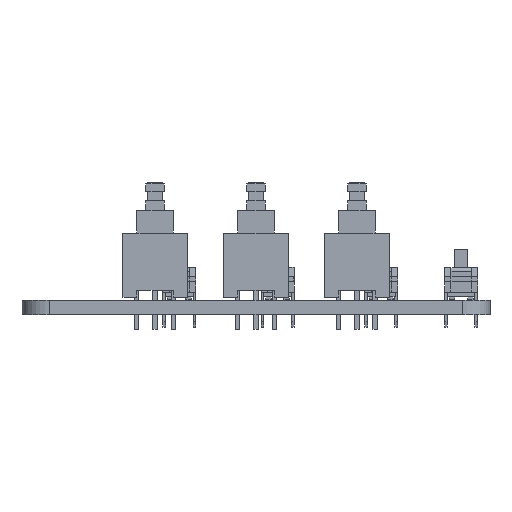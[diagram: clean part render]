
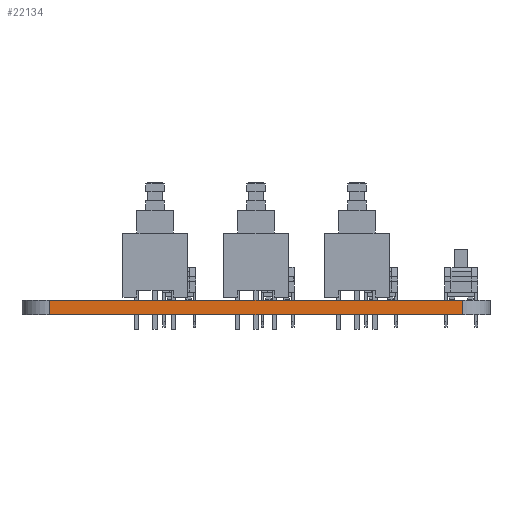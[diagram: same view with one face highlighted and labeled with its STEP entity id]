
A CAD part, front view. The second image highlights one B-rep face of the part: STEP entity #22134.
In plain terms, the highlighted planar face has unit normal (0, -1, 0).
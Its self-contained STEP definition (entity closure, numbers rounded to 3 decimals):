
#21951 = CYLINDRICAL_SURFACE('',#21952,3.);
#21952 = AXIS2_PLACEMENT_3D('',#21953,#21954,#21955);
#21953 = CARTESIAN_POINT('',(17.,-54.,0.));
#21954 = DIRECTION('',(-0.,-0.,-1.));
#21955 = DIRECTION('',(1.,0.,-0.));
#21976 = VERTEX_POINT('',#21977);
#21977 = CARTESIAN_POINT('',(17.,-57.,1.6));
#21992 = PLANE('',#21993);
#21993 = AXIS2_PLACEMENT_3D('',#21994,#21995,#21996);
#21994 = CARTESIAN_POINT('',(39.5,-33.375,1.6));
#21995 = DIRECTION('',(0.,0.,1.));
#21996 = DIRECTION('',(1.,0.,-0.));
#22004 = EDGE_CURVE('',#22005,#21976,#22007,.T.);
#22005 = VERTEX_POINT('',#22006);
#22006 = CARTESIAN_POINT('',(17.,-57.,0.));
#22007 = SURFACE_CURVE('',#22008,(#22012,#22019),.PCURVE_S1.);
#22008 = LINE('',#22009,#22010);
#22009 = CARTESIAN_POINT('',(17.,-57.,0.));
#22010 = VECTOR('',#22011,1.);
#22011 = DIRECTION('',(0.,0.,1.));
#22012 = PCURVE('',#21951,#22013);
#22013 = DEFINITIONAL_REPRESENTATION('',(#22014),#22018);
#22014 = LINE('',#22015,#22016);
#22015 = CARTESIAN_POINT('',(-4.712,0.));
#22016 = VECTOR('',#22017,1.);
#22017 = DIRECTION('',(-0.,-1.));
#22018 = ( GEOMETRIC_REPRESENTATION_CONTEXT(2) 
PARAMETRIC_REPRESENTATION_CONTEXT() REPRESENTATION_CONTEXT('2D SPACE',''
  ) );
#22019 = PCURVE('',#22020,#22025);
#22020 = PLANE('',#22021);
#22021 = AXIS2_PLACEMENT_3D('',#22022,#22023,#22024);
#22022 = CARTESIAN_POINT('',(62.,-57.,0.));
#22023 = DIRECTION('',(0.,-1.,0.));
#22024 = DIRECTION('',(-1.,0.,0.));
#22025 = DEFINITIONAL_REPRESENTATION('',(#22026),#22030);
#22026 = LINE('',#22027,#22028);
#22027 = CARTESIAN_POINT('',(45.,0.));
#22028 = VECTOR('',#22029,1.);
#22029 = DIRECTION('',(0.,-1.));
#22030 = ( GEOMETRIC_REPRESENTATION_CONTEXT(2) 
PARAMETRIC_REPRESENTATION_CONTEXT() REPRESENTATION_CONTEXT('2D SPACE',''
  ) );
#22047 = PLANE('',#22048);
#22048 = AXIS2_PLACEMENT_3D('',#22049,#22050,#22051);
#22049 = CARTESIAN_POINT('',(39.5,-33.375,0.));
#22050 = DIRECTION('',(0.,0.,1.));
#22051 = DIRECTION('',(1.,0.,-0.));
#22134 = ADVANCED_FACE('',(#22135),#22020,.T.);
#22135 = FACE_BOUND('',#22136,.T.);
#22136 = EDGE_LOOP('',(#22137,#22167,#22188,#22189));
#22137 = ORIENTED_EDGE('',*,*,#22138,.T.);
#22138 = EDGE_CURVE('',#22139,#22141,#22143,.T.);
#22139 = VERTEX_POINT('',#22140);
#22140 = CARTESIAN_POINT('',(62.,-57.,0.));
#22141 = VERTEX_POINT('',#22142);
#22142 = CARTESIAN_POINT('',(62.,-57.,1.6));
#22143 = SURFACE_CURVE('',#22144,(#22148,#22155),.PCURVE_S1.);
#22144 = LINE('',#22145,#22146);
#22145 = CARTESIAN_POINT('',(62.,-57.,0.));
#22146 = VECTOR('',#22147,1.);
#22147 = DIRECTION('',(0.,0.,1.));
#22148 = PCURVE('',#22020,#22149);
#22149 = DEFINITIONAL_REPRESENTATION('',(#22150),#22154);
#22150 = LINE('',#22151,#22152);
#22151 = CARTESIAN_POINT('',(0.,-0.));
#22152 = VECTOR('',#22153,1.);
#22153 = DIRECTION('',(0.,-1.));
#22154 = ( GEOMETRIC_REPRESENTATION_CONTEXT(2) 
PARAMETRIC_REPRESENTATION_CONTEXT() REPRESENTATION_CONTEXT('2D SPACE',''
  ) );
#22155 = PCURVE('',#22156,#22161);
#22156 = CYLINDRICAL_SURFACE('',#22157,3.);
#22157 = AXIS2_PLACEMENT_3D('',#22158,#22159,#22160);
#22158 = CARTESIAN_POINT('',(62.,-54.,0.));
#22159 = DIRECTION('',(-0.,-0.,-1.));
#22160 = DIRECTION('',(1.,0.,-0.));
#22161 = DEFINITIONAL_REPRESENTATION('',(#22162),#22166);
#22162 = LINE('',#22163,#22164);
#22163 = CARTESIAN_POINT('',(-4.712,0.));
#22164 = VECTOR('',#22165,1.);
#22165 = DIRECTION('',(-0.,-1.));
#22166 = ( GEOMETRIC_REPRESENTATION_CONTEXT(2) 
PARAMETRIC_REPRESENTATION_CONTEXT() REPRESENTATION_CONTEXT('2D SPACE',''
  ) );
#22167 = ORIENTED_EDGE('',*,*,#22168,.T.);
#22168 = EDGE_CURVE('',#22141,#21976,#22169,.T.);
#22169 = SURFACE_CURVE('',#22170,(#22174,#22181),.PCURVE_S1.);
#22170 = LINE('',#22171,#22172);
#22171 = CARTESIAN_POINT('',(62.,-57.,1.6));
#22172 = VECTOR('',#22173,1.);
#22173 = DIRECTION('',(-1.,0.,0.));
#22174 = PCURVE('',#22020,#22175);
#22175 = DEFINITIONAL_REPRESENTATION('',(#22176),#22180);
#22176 = LINE('',#22177,#22178);
#22177 = CARTESIAN_POINT('',(0.,-1.6));
#22178 = VECTOR('',#22179,1.);
#22179 = DIRECTION('',(1.,0.));
#22180 = ( GEOMETRIC_REPRESENTATION_CONTEXT(2) 
PARAMETRIC_REPRESENTATION_CONTEXT() REPRESENTATION_CONTEXT('2D SPACE',''
  ) );
#22181 = PCURVE('',#21992,#22182);
#22182 = DEFINITIONAL_REPRESENTATION('',(#22183),#22187);
#22183 = LINE('',#22184,#22185);
#22184 = CARTESIAN_POINT('',(22.5,-23.625));
#22185 = VECTOR('',#22186,1.);
#22186 = DIRECTION('',(-1.,0.));
#22187 = ( GEOMETRIC_REPRESENTATION_CONTEXT(2) 
PARAMETRIC_REPRESENTATION_CONTEXT() REPRESENTATION_CONTEXT('2D SPACE',''
  ) );
#22188 = ORIENTED_EDGE('',*,*,#22004,.F.);
#22189 = ORIENTED_EDGE('',*,*,#22190,.F.);
#22190 = EDGE_CURVE('',#22139,#22005,#22191,.T.);
#22191 = SURFACE_CURVE('',#22192,(#22196,#22203),.PCURVE_S1.);
#22192 = LINE('',#22193,#22194);
#22193 = CARTESIAN_POINT('',(62.,-57.,0.));
#22194 = VECTOR('',#22195,1.);
#22195 = DIRECTION('',(-1.,0.,0.));
#22196 = PCURVE('',#22020,#22197);
#22197 = DEFINITIONAL_REPRESENTATION('',(#22198),#22202);
#22198 = LINE('',#22199,#22200);
#22199 = CARTESIAN_POINT('',(0.,-0.));
#22200 = VECTOR('',#22201,1.);
#22201 = DIRECTION('',(1.,0.));
#22202 = ( GEOMETRIC_REPRESENTATION_CONTEXT(2) 
PARAMETRIC_REPRESENTATION_CONTEXT() REPRESENTATION_CONTEXT('2D SPACE',''
  ) );
#22203 = PCURVE('',#22047,#22204);
#22204 = DEFINITIONAL_REPRESENTATION('',(#22205),#22209);
#22205 = LINE('',#22206,#22207);
#22206 = CARTESIAN_POINT('',(22.5,-23.625));
#22207 = VECTOR('',#22208,1.);
#22208 = DIRECTION('',(-1.,0.));
#22209 = ( GEOMETRIC_REPRESENTATION_CONTEXT(2) 
PARAMETRIC_REPRESENTATION_CONTEXT() REPRESENTATION_CONTEXT('2D SPACE',''
  ) );
